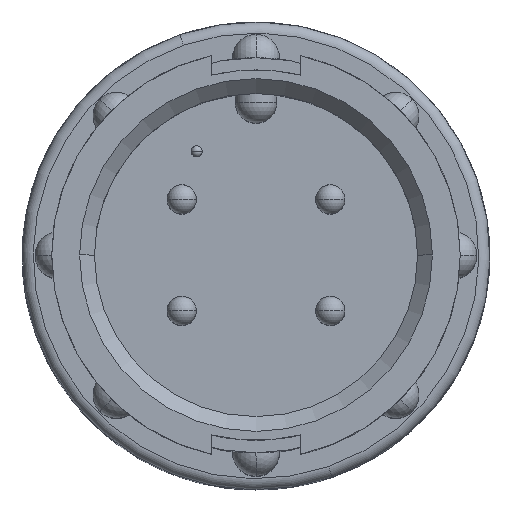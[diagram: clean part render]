
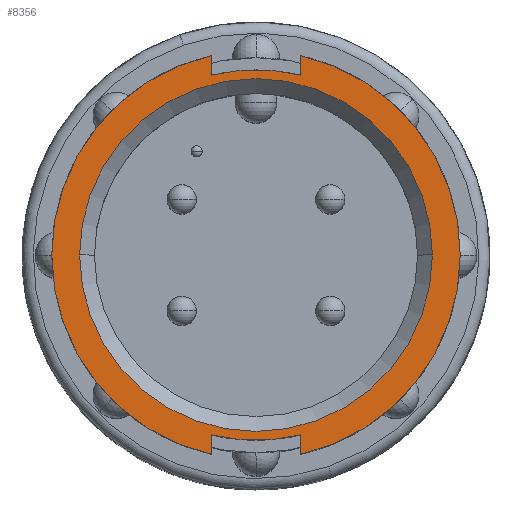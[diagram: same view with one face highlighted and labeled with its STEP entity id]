
A CAD part, top view. The second image highlights one B-rep face of the part: STEP entity #8356.
In plain terms, the highlighted planar face has unit normal (0, 0, 1).
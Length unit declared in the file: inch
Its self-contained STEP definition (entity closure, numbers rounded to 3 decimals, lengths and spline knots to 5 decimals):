
#307 = CARTESIAN_POINT ( 'NONE',  ( -0.06, 0.26837, 0. ) ) ;
#472 = EDGE_CURVE ( 'NONE', #6605, #5254, #7023, .T. ) ;
#748 = CIRCLE ( 'NONE', #3605, 0.2495 ) ;
#796 = ORIENTED_EDGE ( 'NONE', *, *, #5428, .F. ) ;
#1058 = ORIENTED_EDGE ( 'NONE', *, *, #8365, .F. ) ;
#1214 = VERTEX_POINT ( 'NONE', #3273 ) ;
#1470 = EDGE_LOOP ( 'NONE', ( #9209, #5812 ) ) ;
#1619 = CARTESIAN_POINT ( 'NONE',  ( 0., 0., 0. ) ) ;
#1685 = ORIENTED_EDGE ( 'NONE', *, *, #6308, .F. ) ;
#1699 = ORIENTED_EDGE ( 'NONE', *, *, #9259, .T. ) ;
#1723 = CARTESIAN_POINT ( 'NONE',  ( 0., 0., 0. ) ) ;
#1862 = DIRECTION ( 'NONE',  ( 0., 0., 1. ) ) ;
#1865 = CIRCLE ( 'NONE', #2532, 0.275 ) ;
#1887 = CARTESIAN_POINT ( 'NONE',  ( -0.2375, 0., 0. ) ) ;
#1917 = VERTEX_POINT ( 'NONE', #1966 ) ;
#1929 = AXIS2_PLACEMENT_3D ( 'NONE', #1973, #6985, #2700 ) ;
#1943 = CARTESIAN_POINT ( 'NONE',  ( 0.06, 0.26837, 0. ) ) ;
#1966 = CARTESIAN_POINT ( 'NONE',  ( 0.06, -0.26837, 0. ) ) ;
#1973 = CARTESIAN_POINT ( 'NONE',  ( 0., 0., 0. ) ) ;
#2042 = AXIS2_PLACEMENT_3D ( 'NONE', #1723, #6726, #2441 ) ;
#2065 = DIRECTION ( 'NONE',  ( 0., 0., -1. ) ) ;
#2098 = VECTOR ( 'NONE', #6795, 39.37008 ) ;
#2100 = VERTEX_POINT ( 'NONE', #8514 ) ;
#2288 = CARTESIAN_POINT ( 'NONE',  ( 0.06, 0.24218, 0. ) ) ;
#2338 = DIRECTION ( 'NONE',  ( 1., 0., 0. ) ) ;
#2411 = AXIS2_PLACEMENT_3D ( 'NONE', #6227, #4100, #9120 ) ;
#2441 = DIRECTION ( 'NONE',  ( 1., 0., 0. ) ) ;
#2532 = AXIS2_PLACEMENT_3D ( 'NONE', #6148, #1862, #6873 ) ;
#2588 = ORIENTED_EDGE ( 'NONE', *, *, #5318, .F. ) ;
#2700 = DIRECTION ( 'NONE',  ( 1., 0., 0. ) ) ;
#3000 = CIRCLE ( 'NONE', #2042, 0.2375 ) ;
#3020 = CARTESIAN_POINT ( 'NONE',  ( 0., 0., 0. ) ) ;
#3106 = CARTESIAN_POINT ( 'NONE',  ( -0.06, -0.24218, 0. ) ) ;
#3273 = CARTESIAN_POINT ( 'NONE',  ( 0.06, -0.24218, 0. ) ) ;
#3396 = VERTEX_POINT ( 'NONE', #8436 ) ;
#3437 = VECTOR ( 'NONE', #3823, 39.37008 ) ;
#3444 = AXIS2_PLACEMENT_3D ( 'NONE', #3020, #8009, #3744 ) ;
#3605 = AXIS2_PLACEMENT_3D ( 'NONE', #6348, #2065, #7081 ) ;
#3744 = DIRECTION ( 'NONE',  ( 1., 0., 0. ) ) ;
#3823 = DIRECTION ( 'NONE',  ( 0., -1., 0. ) ) ;
#3825 = VERTEX_POINT ( 'NONE', #7006 ) ;
#3876 = ORIENTED_EDGE ( 'NONE', *, *, #8842, .F. ) ;
#3941 = ORIENTED_EDGE ( 'NONE', *, *, #5123, .F. ) ;
#3953 = VERTEX_POINT ( 'NONE', #7828 ) ;
#3984 = EDGE_CURVE ( 'NONE', #2100, #3825, #4471, .T. ) ;
#4100 = DIRECTION ( 'NONE',  ( 0., 0., -1. ) ) ;
#4296 = CARTESIAN_POINT ( 'NONE',  ( 0., 0., 0. ) ) ;
#4471 = CIRCLE ( 'NONE', #7545, 0.275 ) ;
#4617 = CARTESIAN_POINT ( 'NONE',  ( 0.06, -0.24218, 0. ) ) ;
#4923 = ORIENTED_EDGE ( 'NONE', *, *, #3984, .T. ) ;
#4994 = AXIS2_PLACEMENT_3D ( 'NONE', #1619, #6626, #2338 ) ;
#5024 = DIRECTION ( 'NONE',  ( 1., 0., 0. ) ) ;
#5123 = EDGE_CURVE ( 'NONE', #2100, #9073, #5912, .T. ) ;
#5243 = LINE ( 'NONE', #1943, #6694 ) ;
#5254 = VERTEX_POINT ( 'NONE', #1887 ) ;
#5309 = DIRECTION ( 'NONE',  ( 0., 1., 0. ) ) ;
#5318 = EDGE_CURVE ( 'NONE', #6165, #8941, #5243, .T. ) ;
#5428 = EDGE_CURVE ( 'NONE', #1214, #3396, #748, .T. ) ;
#5560 = CARTESIAN_POINT ( 'NONE',  ( 0.2375, 0., 0. ) ) ;
#5812 = ORIENTED_EDGE ( 'NONE', *, *, #7761, .F. ) ;
#5912 = LINE ( 'NONE', #307, #2098 ) ;
#6148 = CARTESIAN_POINT ( 'NONE',  ( 0., 0., 0. ) ) ;
#6165 = VERTEX_POINT ( 'NONE', #2288 ) ;
#6227 = CARTESIAN_POINT ( 'NONE',  ( 0., 0.2375, 0. ) ) ;
#6308 = EDGE_CURVE ( 'NONE', #1917, #1214, #6712, .T. ) ;
#6348 = CARTESIAN_POINT ( 'NONE',  ( 0., 0., 0. ) ) ;
#6428 = CARTESIAN_POINT ( 'NONE',  ( -0.06, 0.24218, 0. ) ) ;
#6605 = VERTEX_POINT ( 'NONE', #5560 ) ;
#6626 = DIRECTION ( 'NONE',  ( 0., 0., 1. ) ) ;
#6691 = FACE_OUTER_BOUND ( 'NONE', #7295, .T. ) ;
#6694 = VECTOR ( 'NONE', #7670, 39.37008 ) ;
#6712 = LINE ( 'NONE', #4617, #8853 ) ;
#6726 = DIRECTION ( 'NONE',  ( 0., 0., 1. ) ) ;
#6795 = DIRECTION ( 'NONE',  ( 0., -1., 0. ) ) ;
#6872 = EDGE_CURVE ( 'NONE', #3953, #8941, #8503, .T. ) ;
#6873 = DIRECTION ( 'NONE',  ( 1., 0., 0. ) ) ;
#6985 = DIRECTION ( 'NONE',  ( 0., 0., -1. ) ) ;
#7006 = CARTESIAN_POINT ( 'NONE',  ( -0.06, -0.26837, 0. ) ) ;
#7023 = CIRCLE ( 'NONE', #3444, 0.2375 ) ;
#7030 = CARTESIAN_POINT ( 'NONE',  ( 0.06, 0.26837, 0. ) ) ;
#7081 = DIRECTION ( 'NONE',  ( 1., 0., 0. ) ) ;
#7295 = EDGE_LOOP ( 'NONE', ( #1058, #3941, #4923, #3876, #796, #1685, #1699, #9109, #2588 ) ) ;
#7545 = AXIS2_PLACEMENT_3D ( 'NONE', #4296, #9306, #5024 ) ;
#7670 = DIRECTION ( 'NONE',  ( 0., 1., 0. ) ) ;
#7761 = EDGE_CURVE ( 'NONE', #5254, #6605, #3000, .T. ) ;
#7828 = CARTESIAN_POINT ( 'NONE',  ( 0.275, 0., 0. ) ) ;
#8009 = DIRECTION ( 'NONE',  ( 0., 0., 1. ) ) ;
#8356 = ADVANCED_FACE ( 'NONE', ( #8590, #6691 ), #8402, .F. ) ;
#8365 = EDGE_CURVE ( 'NONE', #9073, #6165, #8372, .T. ) ;
#8372 = CIRCLE ( 'NONE', #1929, 0.2495 ) ;
#8402 = PLANE ( 'NONE',  #2411 ) ;
#8436 = CARTESIAN_POINT ( 'NONE',  ( -0.06, -0.24218, 0. ) ) ;
#8503 = CIRCLE ( 'NONE', #4994, 0.275 ) ;
#8514 = CARTESIAN_POINT ( 'NONE',  ( -0.06, 0.26837, 0. ) ) ;
#8590 = FACE_BOUND ( 'NONE', #1470, .T. ) ;
#8842 = EDGE_CURVE ( 'NONE', #3396, #3825, #8933, .T. ) ;
#8853 = VECTOR ( 'NONE', #5309, 39.37008 ) ;
#8933 = LINE ( 'NONE', #3106, #3437 ) ;
#8941 = VERTEX_POINT ( 'NONE', #7030 ) ;
#9073 = VERTEX_POINT ( 'NONE', #6428 ) ;
#9109 = ORIENTED_EDGE ( 'NONE', *, *, #6872, .T. ) ;
#9120 = DIRECTION ( 'NONE',  ( -1., 0., 0. ) ) ;
#9209 = ORIENTED_EDGE ( 'NONE', *, *, #472, .F. ) ;
#9259 = EDGE_CURVE ( 'NONE', #1917, #3953, #1865, .T. ) ;
#9306 = DIRECTION ( 'NONE',  ( 0., 0., 1. ) ) ;
